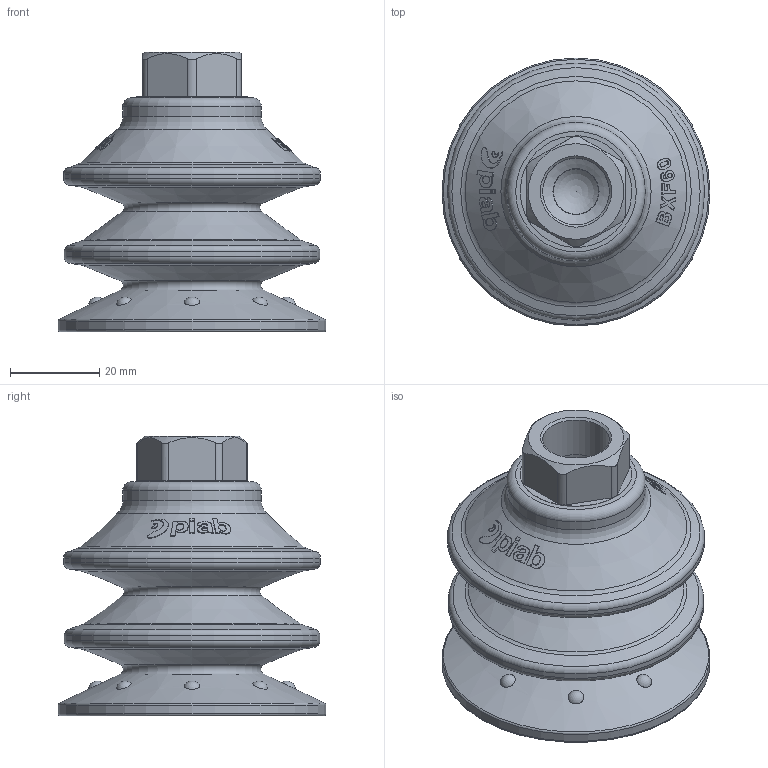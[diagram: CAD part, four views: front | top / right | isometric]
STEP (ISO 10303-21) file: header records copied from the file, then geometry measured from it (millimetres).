
FILE_DESCRIPTION( ( 'Unknown' ), '1' );
FILE_NAME( 'SE-0414630.stp', 'Unknown', ( 'Unknown' ), ( 'Unknown' ), 'PSStep 17.0.49', 'Unknown', ' ' );
FILE_SCHEMA( ( 'AUTOMOTIVE_DESIGN { 1 0 10303 214 1 1 1 1 }' ) );
Length unit declared in the file: millimetre
Products named in the file (6): SE-0414227; 0123110; SE-0407009; Assem1; SE-0414605; SE-0408103
Assembly tree (5 placements, depth 3):
  Assem1
    SE-0414605
    SE-0408103
    SE-0414227
      0123110
      SE-0407009
Bounding box: 60 x 60 x 62.61 mm (x, y, z)
Volume: 75047.5 mm3; surface area: 31886.8 mm2
Topology: 4 solids, 6 shells, 393 faces, 1019 edges, 646 vertices
Faces by surface type: bspline 177, plane 63, cylinder 59, cone 55, torus 29, sphere 10
Full cylindrical faces by diameter (mm): 10.3 x2, 10.6 x1, 11 x2, 14.8 x1, 14.95 x3, 15 x1, 16.662 x1, 18.1 x1, 19 x2, 21.3 x1, 21.5 x2, 23 x1, 24.5 x1, 25 x1, 31 x1, 57.25 x1, 57.575 x1, 58.625 x1, 60 x1
Entity records: 20863 total; most frequent: CARTESIAN_POINT 10026, ORIENTED_EDGE 1776, DIRECTION 1018, EDGE_CURVE 888, VERTEX_POINT 621, EDGE_LOOP 511, B_SPLINE_CURVE_WITH_KNOTS 507, FACE_OUTER_BOUND 446
